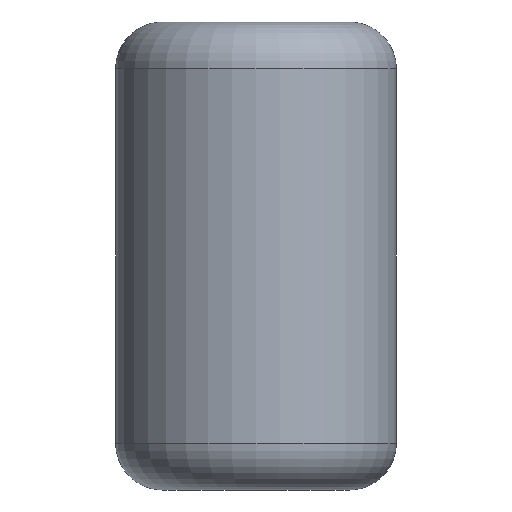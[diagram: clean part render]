
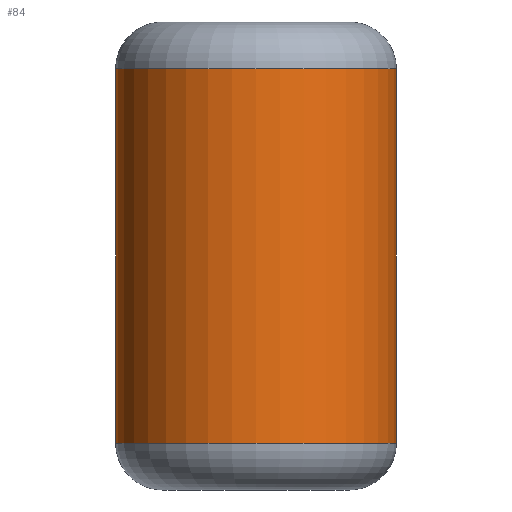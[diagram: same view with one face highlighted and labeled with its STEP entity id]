
A CAD part, front view. The second image highlights one B-rep face of the part: STEP entity #84.
In plain terms, the highlighted cylindrical face has radius 9 mm (diameter 18 mm), a partial arc.
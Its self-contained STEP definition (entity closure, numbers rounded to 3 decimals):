
#11 = CYLINDRICAL_SURFACE ( 'NONE', #200, 9. ) ;
#16 = LINE ( 'NONE', #182, #101 ) ;
#21 = ORIENTED_EDGE ( 'NONE', *, *, #151, .T. ) ;
#28 = DIRECTION ( 'NONE',  ( 0., 0., 1. ) ) ;
#33 = CARTESIAN_POINT ( 'NONE',  ( 0., 0., 27. ) ) ;
#38 = AXIS2_PLACEMENT_3D ( 'NONE', #88, #28, #158 ) ;
#48 = EDGE_CURVE ( 'NONE', #208, #219, #209, .T. ) ;
#49 = DIRECTION ( 'NONE',  ( 0., 0., -1. ) ) ;
#51 = CARTESIAN_POINT ( 'NONE',  ( -9., 0., 30. ) ) ;
#55 = ORIENTED_EDGE ( 'NONE', *, *, #48, .T. ) ;
#59 = AXIS2_PLACEMENT_3D ( 'NONE', #33, #49, #212 ) ;
#77 = ORIENTED_EDGE ( 'NONE', *, *, #114, .F. ) ;
#78 = ORIENTED_EDGE ( 'NONE', *, *, #180, .T. ) ;
#84 = ADVANCED_FACE ( 'NONE', ( #172 ), #11, .T. ) ;
#85 = EDGE_LOOP ( 'NONE', ( #77, #21, #78, #55 ) ) ;
#88 = CARTESIAN_POINT ( 'NONE',  ( 0., 0., 3. ) ) ;
#96 = DIRECTION ( 'NONE',  ( 0., 0., -1. ) ) ;
#97 = CARTESIAN_POINT ( 'NONE',  ( -9., 0., 27. ) ) ;
#100 = VECTOR ( 'NONE', #115, 1000. ) ;
#101 = VECTOR ( 'NONE', #96, 1000. ) ;
#103 = CARTESIAN_POINT ( 'NONE',  ( 0., 0., 30. ) ) ;
#108 = CARTESIAN_POINT ( 'NONE',  ( 9., 0., 27. ) ) ;
#114 = EDGE_CURVE ( 'NONE', #133, #219, #16, .T. ) ;
#115 = DIRECTION ( 'NONE',  ( 0., 0., -1. ) ) ;
#128 = DIRECTION ( 'NONE',  ( 0., 0., -1. ) ) ;
#133 = VERTEX_POINT ( 'NONE', #108 ) ;
#151 = EDGE_CURVE ( 'NONE', #133, #203, #175, .T. ) ;
#158 = DIRECTION ( 'NONE',  ( 1., 0., 0. ) ) ;
#172 = FACE_OUTER_BOUND ( 'NONE', #85, .T. ) ;
#175 = CIRCLE ( 'NONE', #59, 9. ) ;
#177 = CARTESIAN_POINT ( 'NONE',  ( -9., 0., 3. ) ) ;
#179 = CARTESIAN_POINT ( 'NONE',  ( 9., 0., 3. ) ) ;
#180 = EDGE_CURVE ( 'NONE', #203, #208, #211, .T. ) ;
#182 = CARTESIAN_POINT ( 'NONE',  ( 9., 0., 30. ) ) ;
#200 = AXIS2_PLACEMENT_3D ( 'NONE', #103, #128, #229 ) ;
#203 = VERTEX_POINT ( 'NONE', #97 ) ;
#208 = VERTEX_POINT ( 'NONE', #177 ) ;
#209 = CIRCLE ( 'NONE', #38, 9. ) ;
#211 = LINE ( 'NONE', #51, #100 ) ;
#212 = DIRECTION ( 'NONE',  ( 1., 0., 0. ) ) ;
#219 = VERTEX_POINT ( 'NONE', #179 ) ;
#229 = DIRECTION ( 'NONE',  ( -1., 0., 0. ) ) ;
